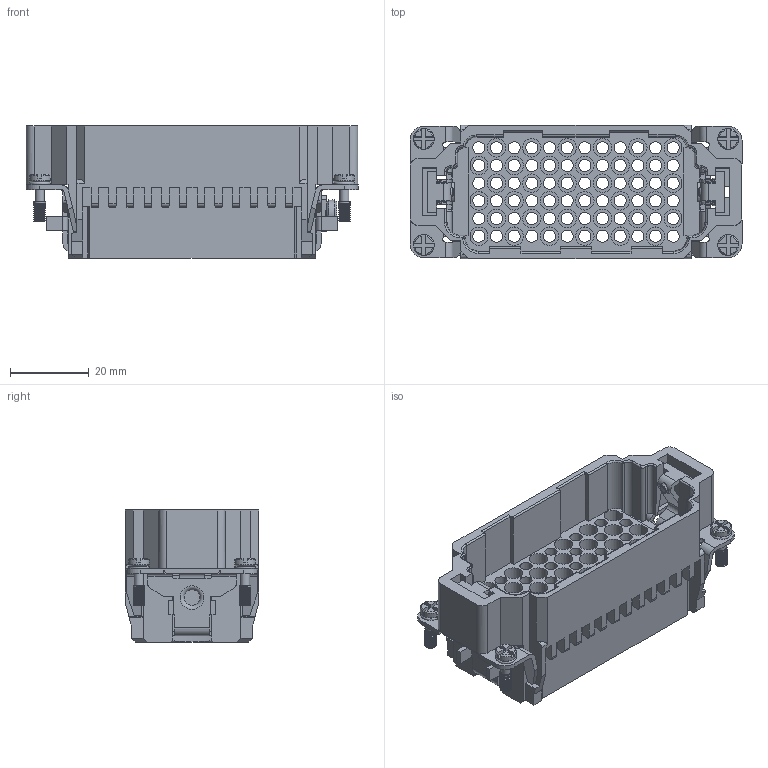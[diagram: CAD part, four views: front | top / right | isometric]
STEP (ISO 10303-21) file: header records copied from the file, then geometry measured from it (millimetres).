
FILE_DESCRIPTION(/* description */ (''),/* implementation_level */ '2;1');
FILE_NAME(/* name */ 'HDD-072-MC.stp',/* time_stamp */ '2023-03-01T10:56:43+08:00',/* author */ (''),/* organization */ (''),/* preprocessor_version */ 'ST-DEVELOPER v16',/* originating_system */ 'SIEMENS PLM Software NX 10.0',/* authorisation */ '');
FILE_SCHEMA (('AUTOMOTIVE_DESIGN { 1 0 10303 214 3 1 1 1 }'));
Products named in the file (1): Admi257431C0tdkp
Bounding box: 84.5 x 33.9 x 33.6 mm (x, y, z)
Surface area: 35340.7 mm2 (no closed solid volume)
Topology: 0 solids, 1 shells, 1455 faces, 3942 edges, 2530 vertices
Faces by surface type: plane 652, cylinder 532, cone 241, bspline 22, torus 8
Full cylindrical faces by diameter (mm): 2.4 x4, 2.433 x2, 2.5 x4, 2.853 x2, 3 x40, 3.1 x72, 3.3 x72, 3.4 x72, 3.7 x72, 4 x2, 4.7 x30, 5.3 x4, 6.4 x2, 7 x1
Entity records: 52404 total; most frequent: CARTESIAN_POINT 19650, DIRECTION 6776, ORIENTED_EDGE 6072, EDGE_CURVE 3036, AXIS2_PLACEMENT_3D 2470, VERTEX_POINT 2234, EDGE_LOOP 2216, LINE 1836
